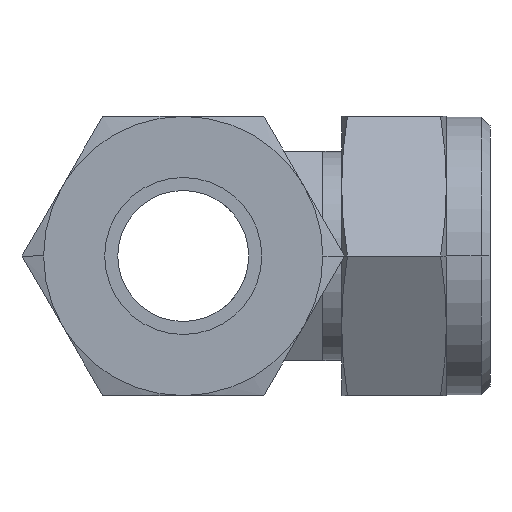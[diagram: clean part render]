
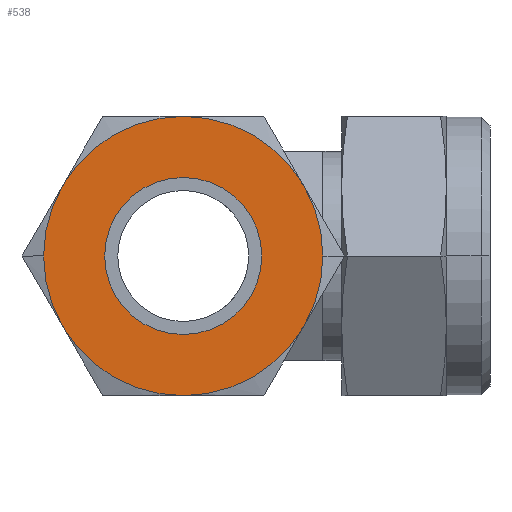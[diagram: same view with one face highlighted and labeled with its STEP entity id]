
A CAD part, left-side view. The second image highlights one B-rep face of the part: STEP entity #538.
In plain terms, the highlighted planar face has unit normal (-1, 0, 0).
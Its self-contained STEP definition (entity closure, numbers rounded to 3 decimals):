
#538 = ADVANCED_FACE( '', ( #1112, #1113 ), #1114, .T. );
#1112 = FACE_OUTER_BOUND( '', #1695, .T. );
#1113 = FACE_BOUND( '', #1696, .T. );
#1114 = PLANE( '', #1697 );
#1695 = EDGE_LOOP( '', ( #3743, #3744, #3745, #3746, #3747, #3748, #3749, #3750 ) );
#1696 = EDGE_LOOP( '', ( #3751, #3752 ) );
#1697 = AXIS2_PLACEMENT_3D( '', #3753, #3754, #3755 );
#3743 = ORIENTED_EDGE( '', *, *, #4422, .F. );
#3744 = ORIENTED_EDGE( '', *, *, #4423, .F. );
#3745 = ORIENTED_EDGE( '', *, *, #4418, .F. );
#3746 = ORIENTED_EDGE( '', *, *, #4419, .F. );
#3747 = ORIENTED_EDGE( '', *, *, #4379, .F. );
#3748 = ORIENTED_EDGE( '', *, *, #4420, .F. );
#3749 = ORIENTED_EDGE( '', *, *, #4421, .F. );
#3750 = ORIENTED_EDGE( '', *, *, #4375, .F. );
#3751 = ORIENTED_EDGE( '', *, *, #4429, .T. );
#3752 = ORIENTED_EDGE( '', *, *, #4359, .T. );
#3753 = CARTESIAN_POINT( '', ( -40., -12.5, 0. ) );
#3754 = DIRECTION( '', ( -1., 0., 0. ) );
#3755 = DIRECTION( '', ( 0., 1., 0. ) );
#4359 = EDGE_CURVE( '', #5334, #5331, #5335, .T. );
#4375 = EDGE_CURVE( '', #5359, #5362, #5363, .T. );
#4379 = EDGE_CURVE( '', #5368, #5366, #5370, .T. );
#4418 = EDGE_CURVE( '', #5386, #5405, #5431, .T. );
#4419 = EDGE_CURVE( '', #5366, #5386, #5432, .T. );
#4420 = EDGE_CURVE( '', #5418, #5368, #5433, .T. );
#4421 = EDGE_CURVE( '', #5362, #5418, #5434, .T. );
#4422 = EDGE_CURVE( '', #5398, #5359, #5435, .T. );
#4423 = EDGE_CURVE( '', #5405, #5398, #5436, .T. );
#4429 = EDGE_CURVE( '', #5331, #5334, #5442, .T. );
#5331 = VERTEX_POINT( '', #7178 );
#5334 = VERTEX_POINT( '', #7182 );
#5335 = CIRCLE( '', #7183, 9. );
#5359 = VERTEX_POINT( '', #7216 );
#5362 = VERTEX_POINT( '', #7220 );
#5363 = CIRCLE( '', #7221, 16. );
#5366 = VERTEX_POINT( '', #7233 );
#5368 = VERTEX_POINT( '', #7236 );
#5370 = CIRCLE( '', #7247, 16. );
#5386 = VERTEX_POINT( '', #7293 );
#5398 = VERTEX_POINT( '', #7343 );
#5405 = VERTEX_POINT( '', #7387 );
#5418 = VERTEX_POINT( '', #7464 );
#5431 = CIRCLE( '', #7514, 16. );
#5432 = CIRCLE( '', #7515, 16. );
#5433 = CIRCLE( '', #7516, 16. );
#5434 = CIRCLE( '', #7517, 16. );
#5435 = CIRCLE( '', #7518, 16. );
#5436 = CIRCLE( '', #7519, 16. );
#5442 = CIRCLE( '', #7525, 9. );
#7178 = CARTESIAN_POINT( '', ( -40., -9., 0. ) );
#7182 = CARTESIAN_POINT( '', ( -40., 9., 0. ) );
#7183 = AXIS2_PLACEMENT_3D( '', #8392, #8393, #8394 );
#7216 = CARTESIAN_POINT( '', ( -40., -16., 0. ) );
#7220 = CARTESIAN_POINT( '', ( -40., -13.856, -8. ) );
#7221 = AXIS2_PLACEMENT_3D( '', #8420, #8421, #8422 );
#7233 = CARTESIAN_POINT( '', ( -40., 16., 0. ) );
#7236 = CARTESIAN_POINT( '', ( -40., 13.856, -8. ) );
#7247 = AXIS2_PLACEMENT_3D( '', #8424, #8425, #8426 );
#7293 = CARTESIAN_POINT( '', ( -40., 13.856, 8. ) );
#7343 = CARTESIAN_POINT( '', ( -40., -13.856, 8. ) );
#7387 = CARTESIAN_POINT( '', ( -40., 0., 16. ) );
#7464 = CARTESIAN_POINT( '', ( -40., 0., -16. ) );
#7514 = AXIS2_PLACEMENT_3D( '', #8459, #8460, #8461 );
#7515 = AXIS2_PLACEMENT_3D( '', #8462, #8463, #8464 );
#7516 = AXIS2_PLACEMENT_3D( '', #8465, #8466, #8467 );
#7517 = AXIS2_PLACEMENT_3D( '', #8468, #8469, #8470 );
#7518 = AXIS2_PLACEMENT_3D( '', #8471, #8472, #8473 );
#7519 = AXIS2_PLACEMENT_3D( '', #8474, #8475, #8476 );
#7525 = AXIS2_PLACEMENT_3D( '', #8492, #8493, #8494 );
#8392 = CARTESIAN_POINT( '', ( -40., 0., 0. ) );
#8393 = DIRECTION( '', ( 1., 0., 0. ) );
#8394 = DIRECTION( '', ( 0., -1., 0. ) );
#8420 = CARTESIAN_POINT( '', ( -40., 0., 0. ) );
#8421 = DIRECTION( '', ( 1., 0., 0. ) );
#8422 = DIRECTION( '', ( 0., -1., 0. ) );
#8424 = CARTESIAN_POINT( '', ( -40., 0., 0. ) );
#8425 = DIRECTION( '', ( 1., 0., 0. ) );
#8426 = DIRECTION( '', ( 0., -1., 0. ) );
#8459 = CARTESIAN_POINT( '', ( -40., 0., 0. ) );
#8460 = DIRECTION( '', ( 1., 0., 0. ) );
#8461 = DIRECTION( '', ( 0., -1., 0. ) );
#8462 = CARTESIAN_POINT( '', ( -40., 0., 0. ) );
#8463 = DIRECTION( '', ( 1., 0., 0. ) );
#8464 = DIRECTION( '', ( 0., -1., 0. ) );
#8465 = CARTESIAN_POINT( '', ( -40., 0., 0. ) );
#8466 = DIRECTION( '', ( 1., 0., 0. ) );
#8467 = DIRECTION( '', ( 0., -1., 0. ) );
#8468 = CARTESIAN_POINT( '', ( -40., 0., 0. ) );
#8469 = DIRECTION( '', ( 1., 0., 0. ) );
#8470 = DIRECTION( '', ( 0., -1., 0. ) );
#8471 = CARTESIAN_POINT( '', ( -40., 0., 0. ) );
#8472 = DIRECTION( '', ( 1., 0., 0. ) );
#8473 = DIRECTION( '', ( 0., -1., 0. ) );
#8474 = CARTESIAN_POINT( '', ( -40., 0., 0. ) );
#8475 = DIRECTION( '', ( 1., 0., 0. ) );
#8476 = DIRECTION( '', ( 0., -1., 0. ) );
#8492 = CARTESIAN_POINT( '', ( -40., 0., 0. ) );
#8493 = DIRECTION( '', ( 1., 0., 0. ) );
#8494 = DIRECTION( '', ( 0., -1., 0. ) );
